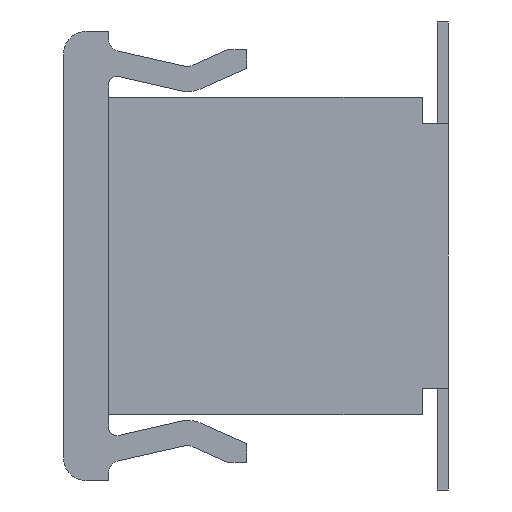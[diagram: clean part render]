
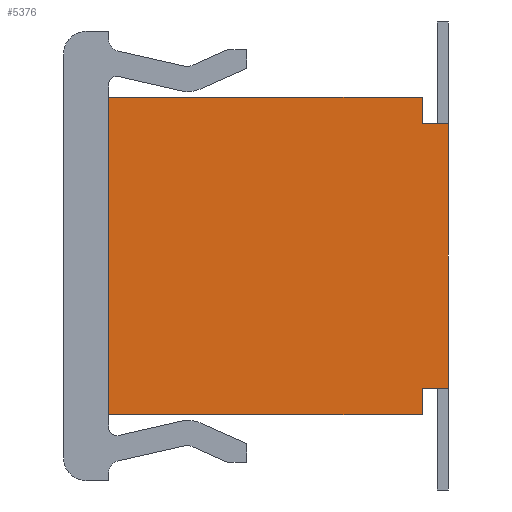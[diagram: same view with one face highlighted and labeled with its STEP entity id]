
A CAD part, left-side view. The second image highlights one B-rep face of the part: STEP entity #5376.
In plain terms, the highlighted planar face has unit normal (-1, 0, 0).
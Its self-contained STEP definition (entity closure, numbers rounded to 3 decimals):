
#46 = DIRECTION ( 'NONE',  ( 0., 1., 0. ) ) ;
#74 = DIRECTION ( 'NONE',  ( 0., -1., 0. ) ) ;
#140 = EDGE_CURVE ( 'NONE', #10430, #7526, #6961, .T. ) ;
#467 = CARTESIAN_POINT ( 'NONE',  ( -5., -1.9, 2.1 ) ) ;
#557 = LINE ( 'NONE', #3152, #9518 ) ;
#607 = LINE ( 'NONE', #11589, #6930 ) ;
#986 = CARTESIAN_POINT ( 'NONE',  ( -5., -2.25, 1.75 ) ) ;
#1039 = EDGE_CURVE ( 'NONE', #4455, #6146, #557, .T. ) ;
#1222 = AXIS2_PLACEMENT_3D ( 'NONE', #4331, #9578, #8727 ) ;
#1511 = CARTESIAN_POINT ( 'NONE',  ( -5., -2.25, -1.75 ) ) ;
#1546 = VERTEX_POINT ( 'NONE', #2273 ) ;
#1727 = EDGE_CURVE ( 'NONE', #4723, #1546, #10616, .T. ) ;
#1800 = CARTESIAN_POINT ( 'NONE',  ( -5., 2.25, 1.75 ) ) ;
#1845 = CARTESIAN_POINT ( 'NONE',  ( -5., 0., -2.1 ) ) ;
#2044 = CARTESIAN_POINT ( 'NONE',  ( -5., -1.9, 2.1 ) ) ;
#2273 = CARTESIAN_POINT ( 'NONE',  ( -5., -1.9, 1.75 ) ) ;
#2623 = VECTOR ( 'NONE', #46, 1000. ) ;
#2980 = EDGE_CURVE ( 'NONE', #4614, #4455, #6977, .T. ) ;
#3152 = CARTESIAN_POINT ( 'NONE',  ( -5., -1.9, 2.1 ) ) ;
#3533 = ORIENTED_EDGE ( 'NONE', *, *, #5084, .T. ) ;
#3664 = ORIENTED_EDGE ( 'NONE', *, *, #1039, .T. ) ;
#3786 = ORIENTED_EDGE ( 'NONE', *, *, #1727, .T. ) ;
#3866 = DIRECTION ( 'NONE',  ( 0., 0., -1. ) ) ;
#3952 = ORIENTED_EDGE ( 'NONE', *, *, #9673, .T. ) ;
#4159 = CARTESIAN_POINT ( 'NONE',  ( -5., 2.25, 2.1 ) ) ;
#4331 = CARTESIAN_POINT ( 'NONE',  ( -5., 2.25, -2.1 ) ) ;
#4348 = DIRECTION ( 'NONE',  ( 0., 0., 1. ) ) ;
#4455 = VERTEX_POINT ( 'NONE', #10700 ) ;
#4614 = VERTEX_POINT ( 'NONE', #5563 ) ;
#4723 = VERTEX_POINT ( 'NONE', #986 ) ;
#5084 = EDGE_CURVE ( 'NONE', #1546, #10430, #9832, .T. ) ;
#5153 = EDGE_CURVE ( 'NONE', #7526, #4614, #8714, .T. ) ;
#5221 = PLANE ( 'NONE',  #1222 ) ;
#5229 = EDGE_LOOP ( 'NONE', ( #11194, #3786, #3533, #5470, #8238, #10478, #3664, #3952 ) ) ;
#5368 = CARTESIAN_POINT ( 'NONE',  ( -5., 2.25, 2.1 ) ) ;
#5376 = ADVANCED_FACE ( 'NONE', ( #9679 ), #5221, .T. ) ;
#5470 = ORIENTED_EDGE ( 'NONE', *, *, #140, .T. ) ;
#5563 = CARTESIAN_POINT ( 'NONE',  ( -5., 2.25, -2.1 ) ) ;
#5966 = DIRECTION ( 'NONE',  ( 0., 0., 1. ) ) ;
#6146 = VERTEX_POINT ( 'NONE', #10728 ) ;
#6351 = VECTOR ( 'NONE', #3866, 1000. ) ;
#6402 = VECTOR ( 'NONE', #8180, 1000. ) ;
#6526 = EDGE_CURVE ( 'NONE', #10593, #4723, #11036, .T. ) ;
#6930 = VECTOR ( 'NONE', #74, 1000. ) ;
#6961 = LINE ( 'NONE', #5368, #6402 ) ;
#6977 = LINE ( 'NONE', #1845, #11271 ) ;
#7188 = VECTOR ( 'NONE', #4348, 1000. ) ;
#7191 = DIRECTION ( 'NONE',  ( 0., -1., 0. ) ) ;
#7526 = VERTEX_POINT ( 'NONE', #4159 ) ;
#7770 = CARTESIAN_POINT ( 'NONE',  ( -5., -2.25, -2.1 ) ) ;
#8180 = DIRECTION ( 'NONE',  ( 0., 1., 0. ) ) ;
#8238 = ORIENTED_EDGE ( 'NONE', *, *, #5153, .T. ) ;
#8533 = VECTOR ( 'NONE', #9547, 1000. ) ;
#8714 = LINE ( 'NONE', #9331, #6351 ) ;
#8727 = DIRECTION ( 'NONE',  ( 0., 0., 1. ) ) ;
#9331 = CARTESIAN_POINT ( 'NONE',  ( -5., 2.25, -2.1 ) ) ;
#9518 = VECTOR ( 'NONE', #5966, 1000. ) ;
#9547 = DIRECTION ( 'NONE',  ( 0., 0., 1. ) ) ;
#9578 = DIRECTION ( 'NONE',  ( -1., 0., 0. ) ) ;
#9673 = EDGE_CURVE ( 'NONE', #6146, #10593, #607, .T. ) ;
#9679 = FACE_OUTER_BOUND ( 'NONE', #5229, .T. ) ;
#9832 = LINE ( 'NONE', #2044, #7188 ) ;
#10430 = VERTEX_POINT ( 'NONE', #467 ) ;
#10478 = ORIENTED_EDGE ( 'NONE', *, *, #2980, .T. ) ;
#10593 = VERTEX_POINT ( 'NONE', #1511 ) ;
#10616 = LINE ( 'NONE', #1800, #2623 ) ;
#10700 = CARTESIAN_POINT ( 'NONE',  ( -5., -1.9, -2.1 ) ) ;
#10728 = CARTESIAN_POINT ( 'NONE',  ( -5., -1.9, -1.75 ) ) ;
#11036 = LINE ( 'NONE', #7770, #8533 ) ;
#11194 = ORIENTED_EDGE ( 'NONE', *, *, #6526, .T. ) ;
#11271 = VECTOR ( 'NONE', #7191, 1000. ) ;
#11589 = CARTESIAN_POINT ( 'NONE',  ( -5., 2.25, -1.75 ) ) ;
